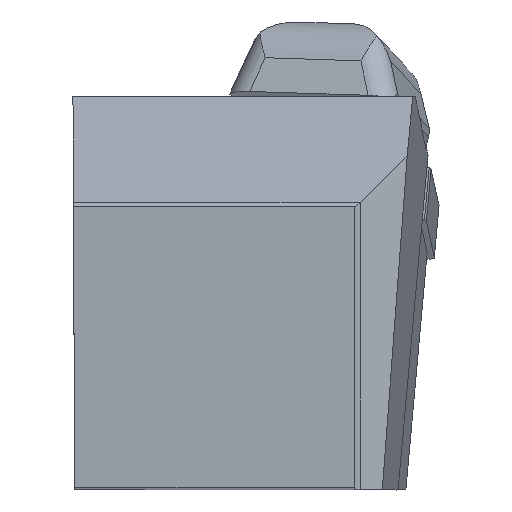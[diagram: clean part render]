
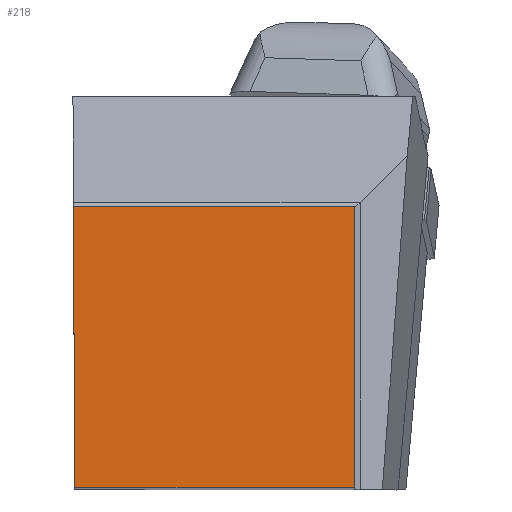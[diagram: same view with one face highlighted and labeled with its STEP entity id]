
A CAD part, top view. The second image highlights one B-rep face of the part: STEP entity #218.
In plain terms, the highlighted planar face has unit normal (0, 0, 1).
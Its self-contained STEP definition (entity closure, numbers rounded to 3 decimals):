
#154=FACE_OUTER_BOUND('',#602,.T.);
#218=ADVANCED_FACE('BLANK_BOXF006',(#154),#276,.F.);
#276=PLANE('',#1430);
#370=LINE('',#2089,#498);
#373=LINE('',#2097,#501);
#378=LINE('',#2106,#506);
#379=LINE('',#2108,#507);
#498=VECTOR('',#1653,1.);
#501=VECTOR('',#1660,1.);
#506=VECTOR('',#1667,1.);
#507=VECTOR('',#1668,1.);
#602=EDGE_LOOP('',(#787,#788,#789,#790));
#787=ORIENTED_EDGE('',*,*,#1208,.T.);
#788=ORIENTED_EDGE('',*,*,#1209,.T.);
#789=ORIENTED_EDGE('',*,*,#1203,.T.);
#790=ORIENTED_EDGE('',*,*,#1199,.T.);
#1061=VERTEX_POINT('',#2088);
#1062=VERTEX_POINT('',#2090);
#1065=VERTEX_POINT('',#2098);
#1068=VERTEX_POINT('',#2107);
#1199=EDGE_CURVE('',#1062,#1061,#370,.T.);
#1203=EDGE_CURVE('',#1065,#1062,#373,.T.);
#1208=EDGE_CURVE('',#1061,#1068,#378,.T.);
#1209=EDGE_CURVE('',#1068,#1065,#379,.T.);
#1430=AXIS2_PLACEMENT_3D('',#2109,#1669,#1670);
#1653=DIRECTION('',(1.,0.,0.));
#1660=DIRECTION('',(0.004,-1.,0.));
#1667=DIRECTION('',(0.,1.,0.));
#1668=DIRECTION('',(-1.,0.,0.));
#1669=DIRECTION('',(0.,0.,-1.));
#1670=DIRECTION('',(1.,0.,0.));
#2088=CARTESIAN_POINT('',(24.875,0.,0.));
#2089=CARTESIAN_POINT('',(-167.35,0.,0.));
#2090=CARTESIAN_POINT('',(0.109,0.,0.));
#2097=CARTESIAN_POINT('',(-0.622,167.348,0.));
#2098=CARTESIAN_POINT('',(0.,24.875,0.));
#2106=CARTESIAN_POINT('',(24.875,-167.35,0.));
#2107=CARTESIAN_POINT('',(24.875,24.875,0.));
#2108=CARTESIAN_POINT('',(167.35,24.875,0.));
#2109=CARTESIAN_POINT('',(48.35,-5.,0.));
